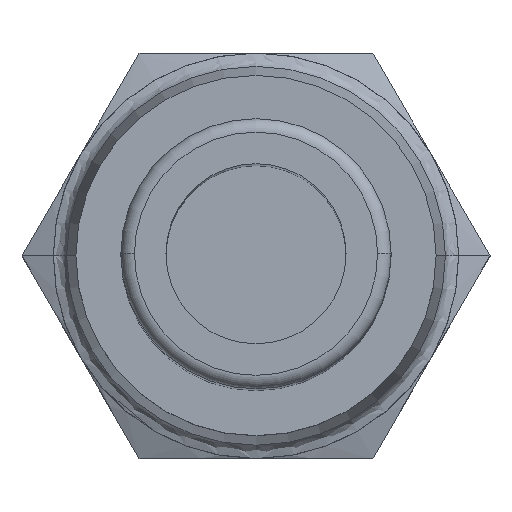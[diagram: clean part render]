
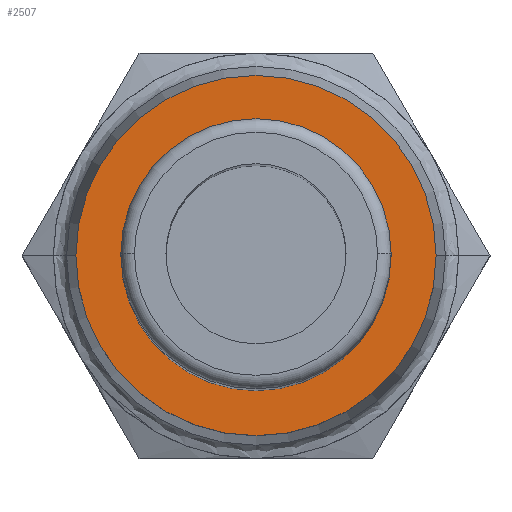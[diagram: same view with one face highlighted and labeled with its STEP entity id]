
A CAD part, top view. The second image highlights one B-rep face of the part: STEP entity #2507.
In plain terms, the highlighted planar face has unit normal (0, 0, 1).
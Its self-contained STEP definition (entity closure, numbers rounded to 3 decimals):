
#143=CARTESIAN_POINT('',(-4.0,0.0,-10.6));
#144=VERTEX_POINT('',#143);
#160=CARTESIAN_POINT('',(4.,0.,-10.6));
#161=VERTEX_POINT('',#160);
#168=CARTESIAN_POINT('',(0.,0.0,-10.6));
#169=DIRECTION('',(0.0,0.0,1.0));
#170=DIRECTION('',(-1.0,0.0,0.0));
#171=AXIS2_PLACEMENT_3D('',#168,#169,#170);
#172=CIRCLE('',#171,4.);
#173=EDGE_CURVE('',#144,#161,#172,.T.);
#183=CARTESIAN_POINT('',(-3.,0.0,-10.6));
#184=VERTEX_POINT('',#183);
#193=CARTESIAN_POINT('',(3.,0.,-10.6));
#194=VERTEX_POINT('',#193);
#195=CARTESIAN_POINT('',(0.,0.0,-10.6));
#196=DIRECTION('',(0.0,0.0,1.0));
#197=DIRECTION('',(-1.0,0.0,0.0));
#198=AXIS2_PLACEMENT_3D('',#195,#196,#197);
#199=CIRCLE('',#198,3.);
#200=EDGE_CURVE('',#184,#194,#199,.T.);
#2466=CARTESIAN_POINT('',(0.,0.0,-10.6));
#2467=DIRECTION('',(0.0,0.0,1.0));
#2468=DIRECTION('',(-1.0,0.0,0.0));
#2469=AXIS2_PLACEMENT_3D('',#2466,#2467,#2468);
#2470=CIRCLE('',#2469,3.);
#2471=EDGE_CURVE('',#194,#184,#2470,.T.);
#2482=CARTESIAN_POINT('',(0.,0.0,-10.6));
#2483=DIRECTION('',(0.0,0.0,1.0));
#2484=DIRECTION('',(-1.0,0.0,0.0));
#2485=AXIS2_PLACEMENT_3D('',#2482,#2483,#2484);
#2486=CIRCLE('',#2485,4.);
#2487=EDGE_CURVE('',#161,#144,#2486,.T.);
#2494=CARTESIAN_POINT('',(-3.5,0.0,-10.6));
#2495=DIRECTION('',(0.0,0.0,1.0));
#2496=DIRECTION('',(1.0,0.0,0.0));
#2497=AXIS2_PLACEMENT_3D('',#2494,#2495,#2496);
#2498=PLANE('',#2497);
#2499=ORIENTED_EDGE('',*,*,#173,.T.);
#2500=ORIENTED_EDGE('',*,*,#2487,.T.);
#2501=EDGE_LOOP('',(#2499,#2500));
#2502=FACE_OUTER_BOUND('',#2501,.T.);
#2503=ORIENTED_EDGE('',*,*,#200,.F.);
#2504=ORIENTED_EDGE('',*,*,#2471,.F.);
#2505=EDGE_LOOP('',(#2503,#2504));
#2506=FACE_BOUND('',#2505,.T.);
#2507=ADVANCED_FACE('',(#2502,#2506),#2498,.T.);
